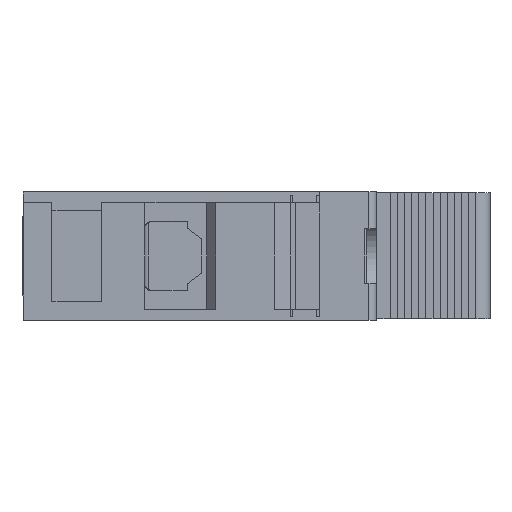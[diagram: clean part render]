
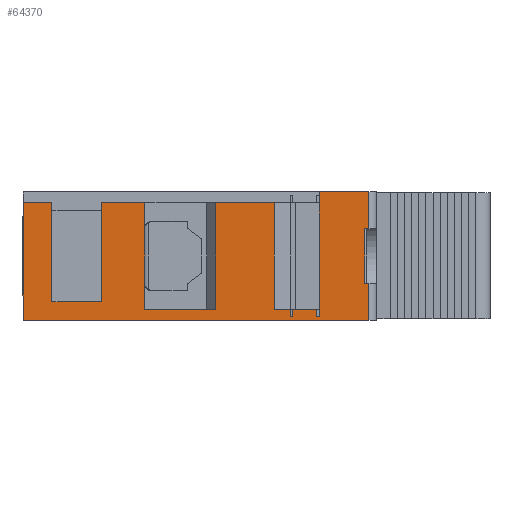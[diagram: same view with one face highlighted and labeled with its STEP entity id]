
A CAD part, left-side view. The second image highlights one B-rep face of the part: STEP entity #64370.
In plain terms, the highlighted face is planar.
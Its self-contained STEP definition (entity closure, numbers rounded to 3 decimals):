
#54397=DIRECTION('',(0.,1.,0.));
#54398=VECTOR('',#54397,48.5);
#54399=CARTESIAN_POINT('',(45.,-18.5,-9.));
#54400=LINE('',#54399,#54398);
#56065=DIRECTION('',(0.,1.,0.));
#56066=VECTOR('',#56065,7.);
#56067=CARTESIAN_POINT('',(45.,23.,9.));
#56068=LINE('',#56067,#56066);
#57122=DIRECTION('',(0.,0.,1.));
#57123=VECTOR('',#57122,16.5);
#57124=CARTESIAN_POINT('',(45.,-18.5,-9.));
#57125=LINE('',#57124,#57123);
#57126=DIRECTION('',(0.,1.,0.));
#57127=VECTOR('',#57126,4.);
#57128=CARTESIAN_POINT('',(45.,-18.5,7.5));
#57129=LINE('',#57128,#57127);
#57130=DIRECTION('',(0.,0.,-1.));
#57131=VECTOR('',#57130,13.9);
#57132=CARTESIAN_POINT('',(45.,-14.5,7.5));
#57133=LINE('',#57132,#57131);
#57134=DIRECTION('',(0.,-1.,0.));
#57135=VECTOR('',#57134,7.);
#57136=CARTESIAN_POINT('',(45.,-7.5,-6.4));
#57137=LINE('',#57136,#57135);
#57138=DIRECTION('',(0.,0.,-1.));
#57139=VECTOR('',#57138,13.9);
#57140=CARTESIAN_POINT('',(45.,-7.5,7.5));
#57141=LINE('',#57140,#57139);
#57142=DIRECTION('',(0.,1.,0.));
#57143=VECTOR('',#57142,6.);
#57144=CARTESIAN_POINT('',(45.,-7.5,7.5));
#57145=LINE('',#57144,#57143);
#57146=DIRECTION('',(0.,0.,-1.));
#57147=VECTOR('',#57146,15.);
#57148=CARTESIAN_POINT('',(45.,-1.5,7.5));
#57149=LINE('',#57148,#57147);
#57150=DIRECTION('',(0.,1.,0.));
#57151=VECTOR('',#57150,10.);
#57152=CARTESIAN_POINT('',(45.,-1.5,-7.5));
#57153=LINE('',#57152,#57151);
#57154=DIRECTION('',(0.,0.,-1.));
#57155=VECTOR('',#57154,15.);
#57156=CARTESIAN_POINT('',(45.,8.5,7.5));
#57157=LINE('',#57156,#57155);
#57158=DIRECTION('',(0.,1.,0.));
#57159=VECTOR('',#57158,8.2);
#57160=CARTESIAN_POINT('',(45.,8.5,7.5));
#57161=LINE('',#57160,#57159);
#57162=DIRECTION('',(0.,0.,-1.));
#57163=VECTOR('',#57162,15.);
#57164=CARTESIAN_POINT('',(45.,16.7,7.5));
#57165=LINE('',#57164,#57163);
#57166=DIRECTION('',(0.,1.,0.));
#57167=VECTOR('',#57166,2.3);
#57168=CARTESIAN_POINT('',(45.,16.7,-7.5));
#57169=LINE('',#57168,#57167);
#57170=DIRECTION('',(0.,0.,1.));
#57171=VECTOR('',#57170,1.);
#57172=CARTESIAN_POINT('',(45.,19.,-8.5));
#57173=LINE('',#57172,#57171);
#57174=DIRECTION('',(0.,1.,0.));
#57175=VECTOR('',#57174,0.3);
#57176=CARTESIAN_POINT('',(45.,19.,-8.5));
#57177=LINE('',#57176,#57175);
#57178=DIRECTION('',(0.,0.,1.));
#57179=VECTOR('',#57178,1.);
#57180=CARTESIAN_POINT('',(45.,19.3,-8.5));
#57181=LINE('',#57180,#57179);
#57182=DIRECTION('',(0.,1.,0.));
#57183=VECTOR('',#57182,3.4);
#57184=CARTESIAN_POINT('',(45.,19.3,-7.5));
#57185=LINE('',#57184,#57183);
#57186=DIRECTION('',(0.,0.,1.));
#57187=VECTOR('',#57186,1.);
#57188=CARTESIAN_POINT('',(45.,22.7,-8.5));
#57189=LINE('',#57188,#57187);
#57190=DIRECTION('',(0.,1.,0.));
#57191=VECTOR('',#57190,0.3);
#57192=CARTESIAN_POINT('',(45.,22.7,-8.5));
#57193=LINE('',#57192,#57191);
#57194=DIRECTION('',(0.,0.,1.));
#57195=VECTOR('',#57194,7.6);
#57196=CARTESIAN_POINT('',(45.,29.4,-3.8));
#57197=LINE('',#57196,#57195);
#57212=DIRECTION('',(0.,1.,0.));
#57213=VECTOR('',#57212,0.6);
#57214=CARTESIAN_POINT('',(45.,29.4,3.8));
#57215=LINE('',#57214,#57213);
#57425=DIRECTION('',(0.,0.,-1.));
#57426=VECTOR('',#57425,5.2);
#57427=CARTESIAN_POINT('',(45.,30.,9.));
#57428=LINE('',#57427,#57426);
#57447=DIRECTION('',(0.,0.,-1.));
#57448=VECTOR('',#57447,5.2);
#57449=CARTESIAN_POINT('',(45.,30.,-3.8));
#57450=LINE('',#57449,#57448);
#57451=DIRECTION('',(0.,-1.,0.));
#57452=VECTOR('',#57451,0.6);
#57453=CARTESIAN_POINT('',(45.,30.,-3.8));
#57454=LINE('',#57453,#57452);
#58111=DIRECTION('',(0.,0.,-1.));
#58112=VECTOR('',#58111,17.5);
#58113=CARTESIAN_POINT('',(45.,23.,9.));
#58114=LINE('',#58113,#58112);
#58532=CARTESIAN_POINT('',(45.,-1.5,-7.5));
#58533=CARTESIAN_POINT('',(45.,8.5,-7.5));
#58534=VERTEX_POINT('',#58532);
#58535=VERTEX_POINT('',#58533);
#58540=CARTESIAN_POINT('',(45.,23.,9.));
#58542=VERTEX_POINT('',#58540);
#58564=CARTESIAN_POINT('',(45.,8.5,7.5));
#58565=CARTESIAN_POINT('',(45.,16.7,7.5));
#58566=VERTEX_POINT('',#58564);
#58567=VERTEX_POINT('',#58565);
#58576=CARTESIAN_POINT('',(45.,-1.5,7.5));
#58578=VERTEX_POINT('',#58576);
#58586=CARTESIAN_POINT('',(45.,-18.5,-9.));
#58587=CARTESIAN_POINT('',(45.,-18.5,7.5));
#58588=VERTEX_POINT('',#58586);
#58589=VERTEX_POINT('',#58587);
#58592=CARTESIAN_POINT('',(45.,16.7,-7.5));
#58593=VERTEX_POINT('',#58592);
#58770=CARTESIAN_POINT('',(45.,19.,-8.5));
#58771=CARTESIAN_POINT('',(45.,19.3,-8.5));
#58772=VERTEX_POINT('',#58770);
#58773=VERTEX_POINT('',#58771);
#58774=CARTESIAN_POINT('',(45.,22.7,-8.5));
#58775=CARTESIAN_POINT('',(45.,23.,-8.5));
#58776=VERTEX_POINT('',#58774);
#58777=VERTEX_POINT('',#58775);
#58778=CARTESIAN_POINT('',(45.,19.,-7.5));
#58779=VERTEX_POINT('',#58778);
#58780=CARTESIAN_POINT('',(45.,19.3,-7.5));
#58781=VERTEX_POINT('',#58780);
#58782=CARTESIAN_POINT('',(45.,22.7,-7.5));
#58783=VERTEX_POINT('',#58782);
#59205=CARTESIAN_POINT('',(45.,30.,-9.));
#59207=VERTEX_POINT('',#59205);
#59208=CARTESIAN_POINT('',(45.,30.,9.));
#59210=VERTEX_POINT('',#59208);
#59422=CARTESIAN_POINT('',(45.,-7.5,-6.4));
#59423=CARTESIAN_POINT('',(45.,-14.5,-6.4));
#59424=VERTEX_POINT('',#59422);
#59425=VERTEX_POINT('',#59423);
#59426=CARTESIAN_POINT('',(45.,-14.5,7.5));
#59427=VERTEX_POINT('',#59426);
#59428=CARTESIAN_POINT('',(45.,-7.5,7.5));
#59429=VERTEX_POINT('',#59428);
#59459=CARTESIAN_POINT('',(45.,30.,3.8));
#59461=VERTEX_POINT('',#59459);
#59463=CARTESIAN_POINT('',(45.,30.,-3.8));
#59465=VERTEX_POINT('',#59463);
#59604=CARTESIAN_POINT('',(45.,29.4,-3.8));
#59605=CARTESIAN_POINT('',(45.,29.4,3.8));
#59606=VERTEX_POINT('',#59604);
#59607=VERTEX_POINT('',#59605);
#64323=CARTESIAN_POINT('',(45.,-18.5,-9.));
#64324=DIRECTION('',(1.,0.,0.));
#64325=DIRECTION('',(0.,1.,0.));
#64326=AXIS2_PLACEMENT_3D('',#64323,#64324,#64325);
#64327=PLANE('',#64326);
#64329=ORIENTED_EDGE('',*,*,#64328,.F.);
#64331=ORIENTED_EDGE('',*,*,#64330,.F.);
#64333=ORIENTED_EDGE('',*,*,#64332,.T.);
#64334=ORIENTED_EDGE('',*,*,#59981,.F.);
#64336=ORIENTED_EDGE('',*,*,#64335,.T.);
#64337=ORIENTED_EDGE('',*,*,#61960,.T.);
#64339=ORIENTED_EDGE('',*,*,#64338,.T.);
#64341=ORIENTED_EDGE('',*,*,#64340,.F.);
#64343=ORIENTED_EDGE('',*,*,#64342,.F.);
#64344=ORIENTED_EDGE('',*,*,#62099,.T.);
#64345=ORIENTED_EDGE('',*,*,#64150,.T.);
#64347=ORIENTED_EDGE('',*,*,#64346,.T.);
#64348=ORIENTED_EDGE('',*,*,#64316,.F.);
#64349=ORIENTED_EDGE('',*,*,#62091,.T.);
#64351=ORIENTED_EDGE('',*,*,#64350,.T.);
#64352=ORIENTED_EDGE('',*,*,#63226,.T.);
#64353=ORIENTED_EDGE('',*,*,#63460,.F.);
#64354=ORIENTED_EDGE('',*,*,#63523,.T.);
#64356=ORIENTED_EDGE('',*,*,#64355,.T.);
#64357=ORIENTED_EDGE('',*,*,#63270,.T.);
#64359=ORIENTED_EDGE('',*,*,#64358,.F.);
#64360=ORIENTED_EDGE('',*,*,#63515,.T.);
#64362=ORIENTED_EDGE('',*,*,#64361,.F.);
#64363=ORIENTED_EDGE('',*,*,#62940,.T.);
#64365=ORIENTED_EDGE('',*,*,#64364,.T.);
#64367=ORIENTED_EDGE('',*,*,#64366,.F.);
#64368=EDGE_LOOP('',(#64329,#64331,#64333,#64334,#64336,#64337,#64339,#64341,
#64343,#64344,#64345,#64347,#64348,#64349,#64351,#64352,#64353,#64354,#64356,
#64357,#64359,#64360,#64362,#64363,#64365,#64367));
#64369=FACE_OUTER_BOUND('',#64368,.F.);
#59981=EDGE_CURVE('',#58588,#59207,#54400,.T.);
#61960=EDGE_CURVE('',#58589,#59427,#57129,.T.);
#62091=EDGE_CURVE('',#58566,#58567,#57161,.T.);
#62099=EDGE_CURVE('',#59429,#58578,#57145,.T.);
#62940=EDGE_CURVE('',#58542,#59210,#56068,.T.);
#63226=EDGE_CURVE('',#58593,#58779,#57169,.T.);
#63270=EDGE_CURVE('',#58781,#58783,#57185,.T.);
#63460=EDGE_CURVE('',#58772,#58779,#57173,.T.);
#63515=EDGE_CURVE('',#58776,#58777,#57193,.T.);
#63523=EDGE_CURVE('',#58772,#58773,#57177,.T.);
#64150=EDGE_CURVE('',#58578,#58534,#57149,.T.);
#64316=EDGE_CURVE('',#58566,#58535,#57157,.T.);
#64328=EDGE_CURVE('',#59606,#59607,#57197,.T.);
#64330=EDGE_CURVE('',#59465,#59606,#57454,.T.);
#64332=EDGE_CURVE('',#59465,#59207,#57450,.T.);
#64335=EDGE_CURVE('',#58588,#58589,#57125,.T.);
#64338=EDGE_CURVE('',#59427,#59425,#57133,.T.);
#64340=EDGE_CURVE('',#59424,#59425,#57137,.T.);
#64342=EDGE_CURVE('',#59429,#59424,#57141,.T.);
#64346=EDGE_CURVE('',#58534,#58535,#57153,.T.);
#64350=EDGE_CURVE('',#58567,#58593,#57165,.T.);
#64355=EDGE_CURVE('',#58773,#58781,#57181,.T.);
#64358=EDGE_CURVE('',#58776,#58783,#57189,.T.);
#64361=EDGE_CURVE('',#58542,#58777,#58114,.T.);
#64364=EDGE_CURVE('',#59210,#59461,#57428,.T.);
#64366=EDGE_CURVE('',#59607,#59461,#57215,.T.);
#64370=ADVANCED_FACE('',(#64369),#64327,.T.);
